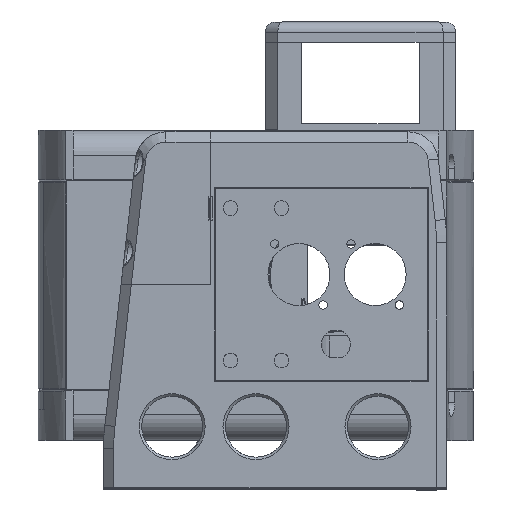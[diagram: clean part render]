
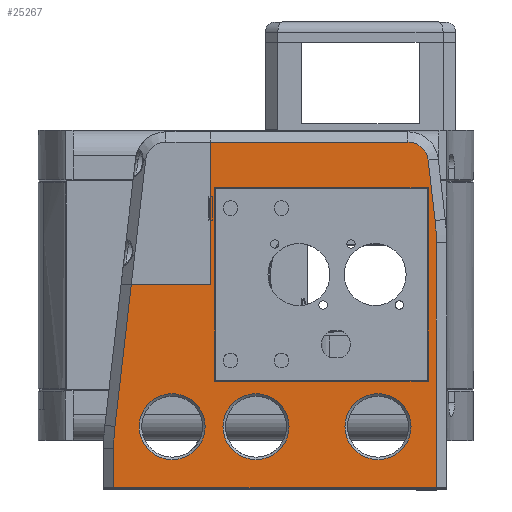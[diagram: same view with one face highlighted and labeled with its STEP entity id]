
A CAD part, top view. The second image highlights one B-rep face of the part: STEP entity #25267.
In plain terms, the highlighted planar face has unit normal (0, 0, 1).
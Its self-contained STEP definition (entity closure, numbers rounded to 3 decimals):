
#399=FACE_BOUND('',#4070,.T.);
#400=FACE_BOUND('',#4071,.T.);
#401=FACE_BOUND('',#4072,.T.);
#402=FACE_BOUND('',#4073,.T.);
#1122=CIRCLE('',#27026,13.);
#1123=CIRCLE('',#27028,76.);
#1124=CIRCLE('',#27029,76.);
#1125=CIRCLE('',#27030,8.);
#1126=CIRCLE('',#27031,13.);
#1127=CIRCLE('',#27032,13.);
#2426=FACE_OUTER_BOUND('',#4069,.T.);
#4069=EDGE_LOOP('',(#20158,#20159,#20160,#20161,#20162,#20163,#20164,#20165,
#20166,#20167,#20168));
#4070=EDGE_LOOP('',(#20169));
#4071=EDGE_LOOP('',(#20170,#20171,#20172,#20173));
#4072=EDGE_LOOP('',(#20174));
#4073=EDGE_LOOP('',(#20175));
#6181=LINE('',#40613,#8947);
#6350=LINE('',#40983,#9116);
#6362=LINE('',#41049,#9128);
#6363=LINE('',#41051,#9129);
#6364=LINE('',#41054,#9130);
#6365=LINE('',#41056,#9131);
#6366=LINE('',#41060,#9132);
#6367=LINE('',#41063,#9133);
#6368=LINE('',#41068,#9134);
#6369=LINE('',#41070,#9135);
#6370=LINE('',#41072,#9136);
#6371=LINE('',#41073,#9137);
#8947=VECTOR('',#31250,10.);
#9116=VECTOR('',#31545,10.);
#9128=VECTOR('',#31621,10.);
#9129=VECTOR('',#31622,10.);
#9130=VECTOR('',#31625,10.);
#9131=VECTOR('',#31626,10.);
#9132=VECTOR('',#31629,10.);
#9133=VECTOR('',#31632,10.);
#9134=VECTOR('',#31635,10.);
#9135=VECTOR('',#31636,10.);
#9136=VECTOR('',#31637,10.);
#9137=VECTOR('',#31638,10.);
#11523=VERTEX_POINT('',#40610);
#11524=VERTEX_POINT('',#40612);
#11661=VERTEX_POINT('',#40980);
#11662=VERTEX_POINT('',#40982);
#11683=VERTEX_POINT('',#41044);
#11684=VERTEX_POINT('',#41048);
#11685=VERTEX_POINT('',#41050);
#11686=VERTEX_POINT('',#41052);
#11687=VERTEX_POINT('',#41055);
#11688=VERTEX_POINT('',#41057);
#11689=VERTEX_POINT('',#41059);
#11690=VERTEX_POINT('',#41061);
#11691=VERTEX_POINT('',#41064);
#11692=VERTEX_POINT('',#41066);
#11693=VERTEX_POINT('',#41067);
#11694=VERTEX_POINT('',#41069);
#11695=VERTEX_POINT('',#41071);
#11696=VERTEX_POINT('',#41074);
#14455=EDGE_CURVE('',#11524,#11523,#6181,.T.);
#14641=EDGE_CURVE('',#11662,#11661,#6350,.T.);
#14670=EDGE_CURVE('',#11683,#11683,#1122,.T.);
#14672=EDGE_CURVE('',#11523,#11684,#6362,.T.);
#14673=EDGE_CURVE('',#11685,#11684,#6363,.T.);
#14674=EDGE_CURVE('',#11686,#11685,#1123,.T.);
#14675=EDGE_CURVE('',#11662,#11686,#6364,.T.);
#14676=EDGE_CURVE('',#11687,#11661,#6365,.T.);
#14677=EDGE_CURVE('',#11688,#11687,#1124,.T.);
#14678=EDGE_CURVE('',#11689,#11688,#6366,.T.);
#14679=EDGE_CURVE('',#11690,#11689,#1125,.T.);
#14680=EDGE_CURVE('',#11524,#11690,#6367,.T.);
#14681=EDGE_CURVE('',#11691,#11691,#1126,.T.);
#14682=EDGE_CURVE('',#11692,#11693,#6368,.T.);
#14683=EDGE_CURVE('',#11693,#11694,#6369,.T.);
#14684=EDGE_CURVE('',#11694,#11695,#6370,.T.);
#14685=EDGE_CURVE('',#11695,#11692,#6371,.T.);
#14686=EDGE_CURVE('',#11696,#11696,#1127,.T.);
#20158=ORIENTED_EDGE('',*,*,#14672,.T.);
#20159=ORIENTED_EDGE('',*,*,#14673,.F.);
#20160=ORIENTED_EDGE('',*,*,#14674,.F.);
#20161=ORIENTED_EDGE('',*,*,#14675,.F.);
#20162=ORIENTED_EDGE('',*,*,#14641,.T.);
#20163=ORIENTED_EDGE('',*,*,#14676,.F.);
#20164=ORIENTED_EDGE('',*,*,#14677,.F.);
#20165=ORIENTED_EDGE('',*,*,#14678,.F.);
#20166=ORIENTED_EDGE('',*,*,#14679,.F.);
#20167=ORIENTED_EDGE('',*,*,#14680,.F.);
#20168=ORIENTED_EDGE('',*,*,#14455,.T.);
#20169=ORIENTED_EDGE('',*,*,#14681,.F.);
#20170=ORIENTED_EDGE('',*,*,#14682,.T.);
#20171=ORIENTED_EDGE('',*,*,#14683,.T.);
#20172=ORIENTED_EDGE('',*,*,#14684,.T.);
#20173=ORIENTED_EDGE('',*,*,#14685,.T.);
#20174=ORIENTED_EDGE('',*,*,#14686,.F.);
#20175=ORIENTED_EDGE('',*,*,#14670,.F.);
#23962=PLANE('',#27027);
#25267=ADVANCED_FACE('',(#2426,#399,#400,#401,#402),#23962,.T.);
#27026=AXIS2_PLACEMENT_3D('',#41045,#31616,#31617);
#27027=AXIS2_PLACEMENT_3D('',#41047,#31619,#31620);
#27028=AXIS2_PLACEMENT_3D('',#41053,#31623,#31624);
#27029=AXIS2_PLACEMENT_3D('',#41058,#31627,#31628);
#27030=AXIS2_PLACEMENT_3D('',#41062,#31630,#31631);
#27031=AXIS2_PLACEMENT_3D('',#41065,#31633,#31634);
#27032=AXIS2_PLACEMENT_3D('',#41075,#31639,#31640);
#31250=DIRECTION('',(0.,-1.,0.));
#31545=DIRECTION('',(1.,0.,0.));
#31616=DIRECTION('center_axis',(0.,0.,1.));
#31617=DIRECTION('ref_axis',(-1.,0.,0.));
#31619=DIRECTION('center_axis',(0.,0.,1.));
#31620=DIRECTION('ref_axis',(1.,0.,0.));
#31621=DIRECTION('',(-1.,0.,0.));
#31622=DIRECTION('',(0.114,0.993,0.));
#31623=DIRECTION('center_axis',(0.,0.,-1.));
#31624=DIRECTION('ref_axis',(-0.998,0.057,0.));
#31625=DIRECTION('',(0.,1.,0.));
#31626=DIRECTION('',(0.,-1.,0.));
#31627=DIRECTION('center_axis',(0.,0.,-1.));
#31628=DIRECTION('ref_axis',(0.998,0.058,0.));
#31629=DIRECTION('',(0.115,-0.993,0.));
#31630=DIRECTION('center_axis',(0.,0.,-1.));
#31631=DIRECTION('ref_axis',(0.665,0.747,0.));
#31632=DIRECTION('',(1.,0.,0.));
#31633=DIRECTION('center_axis',(0.,0.,1.));
#31634=DIRECTION('ref_axis',(-1.,0.,0.));
#31635=DIRECTION('',(-1.,0.,0.));
#31636=DIRECTION('',(0.,1.,0.));
#31637=DIRECTION('',(1.,0.,0.));
#31638=DIRECTION('',(0.,-1.,0.));
#31639=DIRECTION('center_axis',(0.,0.,1.));
#31640=DIRECTION('ref_axis',(-1.,0.,0.));
#40610=CARTESIAN_POINT('',(-17.8,0.,266.));
#40612=CARTESIAN_POINT('',(-17.8,56.,266.));
#40613=CARTESIAN_POINT('',(-17.8,25.,266.));
#40980=CARTESIAN_POINT('',(71.,-80.,266.));
#40982=CARTESIAN_POINT('',(-56.,-80.,266.));
#40983=CARTESIAN_POINT('',(75.,-80.,266.));
#41044=CARTESIAN_POINT('',(61.,-56.,266.));
#41045=CARTESIAN_POINT('Origin',(48.,-56.,266.));
#41047=CARTESIAN_POINT('Origin',(7.5,-10.,266.));
#41048=CARTESIAN_POINT('',(-49.074,0.,266.));
#41049=CARTESIAN_POINT('',(-5.15,0.,266.));
#41050=CARTESIAN_POINT('',(-55.502,-55.902,266.));
#41051=CARTESIAN_POINT('',(-45.849,28.047,266.));
#41052=CARTESIAN_POINT('',(-56.,-64.585,266.));
#41053=CARTESIAN_POINT('Origin',(20.,-64.585,266.));
#41054=CARTESIAN_POINT('',(-56.,-35.,266.));
#41055=CARTESIAN_POINT('',(71.,16.387,266.));
#41056=CARTESIAN_POINT('',(71.,-45.,266.));
#41057=CARTESIAN_POINT('',(70.496,25.122,266.));
#41058=CARTESIAN_POINT('Origin',(-5.,16.387,266.));
#41059=CARTESIAN_POINT('',(67.743,48.919,266.));
#41060=CARTESIAN_POINT('',(72.35,9.098,266.));
#41061=CARTESIAN_POINT('',(59.796,56.,266.));
#41062=CARTESIAN_POINT('Origin',(59.796,48.,266.));
#41063=CARTESIAN_POINT('',(38.994,56.,266.));
#41064=CARTESIAN_POINT('',(13.,-56.,266.));
#41065=CARTESIAN_POINT('Origin',(0.,-56.,266.));
#41066=CARTESIAN_POINT('',(67.7,-38.1,266.));
#41067=CARTESIAN_POINT('',(-16.3,-38.1,266.));
#41068=CARTESIAN_POINT('',(37.6,-38.1,266.));
#41069=CARTESIAN_POINT('',(-16.3,38.1,266.));
#41070=CARTESIAN_POINT('',(-16.3,-24.05,266.));
#41071=CARTESIAN_POINT('',(67.7,38.1,266.));
#41072=CARTESIAN_POINT('',(-4.4,38.1,266.));
#41073=CARTESIAN_POINT('',(67.7,14.05,266.));
#41074=CARTESIAN_POINT('',(-20.,-56.,266.));
#41075=CARTESIAN_POINT('Origin',(-33.,-56.,266.));
